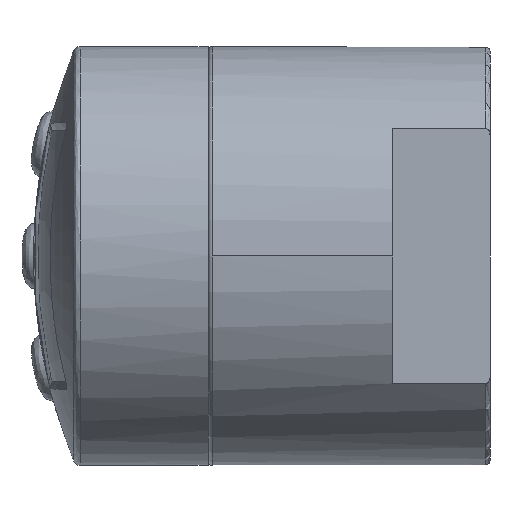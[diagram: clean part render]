
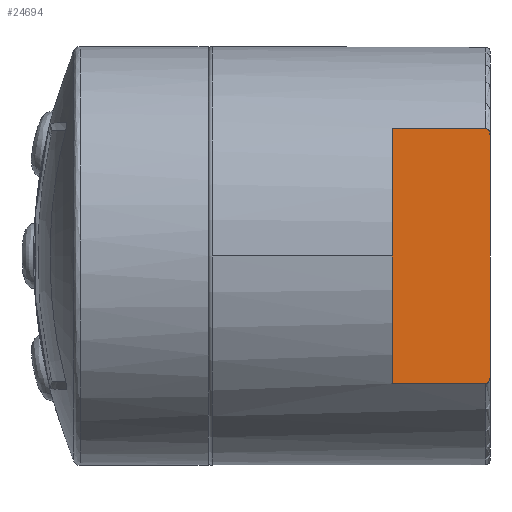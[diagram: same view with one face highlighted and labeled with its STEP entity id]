
A CAD part, front view. The second image highlights one B-rep face of the part: STEP entity #24694.
In plain terms, the highlighted planar face has unit normal (0, -1, 0).
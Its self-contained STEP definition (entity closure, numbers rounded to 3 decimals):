
#1080 = CARTESIAN_POINT ( 'NONE',  ( 25.679, -11.999, 8.95 ) ) ;
#1332 = CARTESIAN_POINT ( 'NONE',  ( 25.447, -11.999, 9.132 ) ) ;
#1905 = CARTESIAN_POINT ( 'NONE',  ( 25.747, -11.999, -8.63 ) ) ;
#2583 = ORIENTED_EDGE ( 'NONE', *, *, #64909, .F. ) ;
#3800 = CARTESIAN_POINT ( 'NONE',  ( 18.747, -11.999, 9.132 ) ) ;
#4459 = CARTESIAN_POINT ( 'NONE',  ( 25.747, -11.999, -8.63 ) ) ;
#8571 = DIRECTION ( 'NONE',  ( 0., 0., 1. ) ) ;
#9959 = CARTESIAN_POINT ( 'NONE',  ( 25.623, -11.999, -9.068 ) ) ;
#10208 = CARTESIAN_POINT ( 'NONE',  ( 25.696, -11.999, -8.911 ) ) ;
#12553 = CARTESIAN_POINT ( 'NONE',  ( 25.747, -11.999, 8.63 ) ) ;
#13119 = ORIENTED_EDGE ( 'NONE', *, *, #46001, .F. ) ;
#13536 = CARTESIAN_POINT ( 'NONE',  ( 25.655, -11.999, 8.994 ) ) ;
#13948 = EDGE_CURVE ( 'NONE', #35233, #57725, #49954, .T. ) ;
#16644 = CARTESIAN_POINT ( 'NONE',  ( 25.747, -11.999, 0. ) ) ;
#17091 = VERTEX_POINT ( 'NONE', #1905 ) ;
#17212 = VECTOR ( 'NONE', #56628, 1000. ) ;
#18516 = CARTESIAN_POINT ( 'NONE',  ( 25.714, -11.999, 8.876 ) ) ;
#20033 = CARTESIAN_POINT ( 'NONE',  ( 25.747, -11.999, 8.63 ) ) ;
#22139 = PLANE ( 'NONE',  #28613 ) ;
#22266 = ORIENTED_EDGE ( 'NONE', *, *, #65554, .F. ) ;
#23180 = VECTOR ( 'NONE', #8571, 1000. ) ;
#24694 = ADVANCED_FACE ( 'NONE', ( #56693 ), #22139, .F. ) ;
#25007 = CARTESIAN_POINT ( 'NONE',  ( 25.669, -11.999, 8.969 ) ) ;
#25915 = VERTEX_POINT ( 'NONE', #56291 ) ;
#26681 = CARTESIAN_POINT ( 'NONE',  ( 25.747, -11.999, -8.701 ) ) ;
#27660 = CARTESIAN_POINT ( 'NONE',  ( 22.247, -11.999, 9.132 ) ) ;
#28004 = EDGE_CURVE ( 'NONE', #69226, #17091, #57398, .T. ) ;
#28293 = ORIENTED_EDGE ( 'NONE', *, *, #13948, .F. ) ;
#28613 = AXIS2_PLACEMENT_3D ( 'NONE', #16644, #68540, #62084 ) ;
#29775 = CARTESIAN_POINT ( 'NONE',  ( 25.489, -11.999, 9.132 ) ) ;
#30273 = CARTESIAN_POINT ( 'NONE',  ( 25.595, -11.999, 9.069 ) ) ;
#30516 = CARTESIAN_POINT ( 'NONE',  ( 25.747, -11.999, 8.771 ) ) ;
#30640 = ORIENTED_EDGE ( 'NONE', *, *, #73957, .F. ) ;
#32147 = LINE ( 'NONE', #3800, #23180 ) ;
#33826 = EDGE_LOOP ( 'NONE', ( #22266, #28293, #30640, #2583, #13119, #35643 ) ) ;
#34840 = VERTEX_POINT ( 'NONE', #43556 ) ;
#35233 = VERTEX_POINT ( 'NONE', #43063 ) ;
#35643 = ORIENTED_EDGE ( 'NONE', *, *, #28004, .F. ) ;
#37468 = VECTOR ( 'NONE', #67077, 1000. ) ;
#37547 = CARTESIAN_POINT ( 'NONE',  ( 25.447, -11.999, 9.132 ) ) ;
#38170 = CARTESIAN_POINT ( 'NONE',  ( 25.685, -11.999, -8.938 ) ) ;
#38415 = CARTESIAN_POINT ( 'NONE',  ( 25.702, -11.999, -8.896 ) ) ;
#38541 = DIRECTION ( 'NONE',  ( -1., 0., 0. ) ) ;
#41763 = CARTESIAN_POINT ( 'NONE',  ( 25.682, -11.999, 8.944 ) ) ;
#43063 = CARTESIAN_POINT ( 'NONE',  ( 18.747, -11.999, 9.132 ) ) ;
#43556 = CARTESIAN_POINT ( 'NONE',  ( 18.747, -11.999, -9.132 ) ) ;
#43925 = CARTESIAN_POINT ( 'NONE',  ( 25.69, -11.999, -8.927 ) ) ;
#46001 = EDGE_CURVE ( 'NONE', #17091, #25915, #73451, .T. ) ;
#47501 = CARTESIAN_POINT ( 'NONE',  ( 25.533, -11.999, 9.116 ) ) ;
#48810 = CARTESIAN_POINT ( 'NONE',  ( 22.247, -11.999, -9.132 ) ) ;
#49885 = CARTESIAN_POINT ( 'NONE',  ( 25.447, -11.999, -9.132 ) ) ;
#49954 = LINE ( 'NONE', #27660, #37468 ) ;
#53222 = CARTESIAN_POINT ( 'NONE',  ( 25.614, -11.999, 9.049 ) ) ;
#55625 = CARTESIAN_POINT ( 'NONE',  ( 25.738, -11.999, -8.762 ) ) ;
#55873 = CARTESIAN_POINT ( 'NONE',  ( 25.532, -11.999, -9.132 ) ) ;
#56291 = CARTESIAN_POINT ( 'NONE',  ( 25.447, -11.999, -9.132 ) ) ;
#56628 = DIRECTION ( 'NONE',  ( 0., 0., -1. ) ) ;
#56693 = FACE_OUTER_BOUND ( 'NONE', #33826, .T. ) ;
#57342 = CARTESIAN_POINT ( 'NONE',  ( 25.747, -11.999, 0. ) ) ;
#57398 = LINE ( 'NONE', #57342, #17212 ) ;
#57725 = VERTEX_POINT ( 'NONE', #37547 ) ;
#62084 = DIRECTION ( 'NONE',  ( 1., 0., 0. ) ) ;
#64909 = EDGE_CURVE ( 'NONE', #25915, #34840, #68855, .T. ) ;
#65554 = EDGE_CURVE ( 'NONE', #57725, #69226, #73437, .T. ) ;
#66594 = CARTESIAN_POINT ( 'NONE',  ( 25.687, -11.999, -8.933 ) ) ;
#66834 = CARTESIAN_POINT ( 'NONE',  ( 25.72, -11.999, -8.84 ) ) ;
#67077 = DIRECTION ( 'NONE',  ( 1., 0., 0. ) ) ;
#68540 = DIRECTION ( 'NONE',  ( 0., 1., 0. ) ) ;
#68855 = LINE ( 'NONE', #48810, #69780 ) ;
#69226 = VERTEX_POINT ( 'NONE', #20033 ) ;
#69780 = VECTOR ( 'NONE', #38541, 1000. ) ;
#70173 = CARTESIAN_POINT ( 'NONE',  ( 25.642, -11.999, 9.013 ) ) ;
#70418 = CARTESIAN_POINT ( 'NONE',  ( 25.675, -11.999, 8.957 ) ) ;
#72330 = CARTESIAN_POINT ( 'NONE',  ( 25.685, -11.999, -8.938 ) ) ;
#73063 = CARTESIAN_POINT ( 'NONE',  ( 25.713, -11.999, -8.864 ) ) ;
#73437 = B_SPLINE_CURVE_WITH_KNOTS ( 'NONE', 3,
 ( #1332, #29775, #47501, #30273, #53222, #70173, #13536, #25007, #70418, #1080, #41763, #18516, #30516, #12553 ),
 .UNSPECIFIED., .F., .F.,
 ( 4, 2, 2, 1, 1, 2, 2, 4 ),
 ( 0., 0.25, 0.375, 0.437, 0.469, 0.484, 0.5, 1. ),
 .UNSPECIFIED. ) ;
#73451 = B_SPLINE_CURVE_WITH_KNOTS ( 'NONE', 3,
 ( #4459, #26681, #55625, #66834, #73063, #38415, #10208, #43925, #66594, #72330, #38170, #9959, #55873, #49885 ),
 .UNSPECIFIED., .F., .F.,
 ( 4, 2, 2, 1, 1, 2, 2, 4 ),
 ( 0., 0.25, 0.375, 0.438, 0.469, 0.484, 0.5, 1. ),
 .UNSPECIFIED. ) ;
#73957 = EDGE_CURVE ( 'NONE', #34840, #35233, #32147, .T. ) ;
